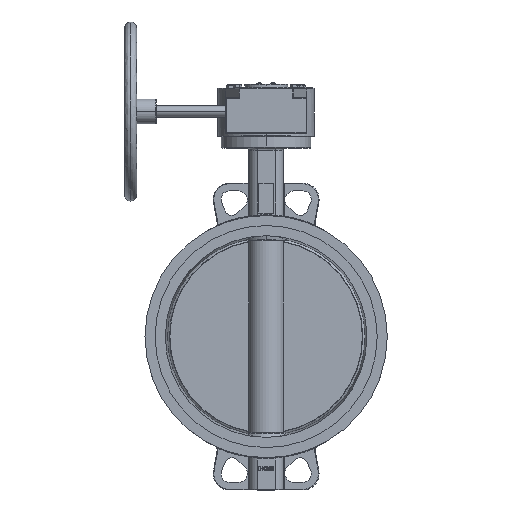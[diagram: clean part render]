
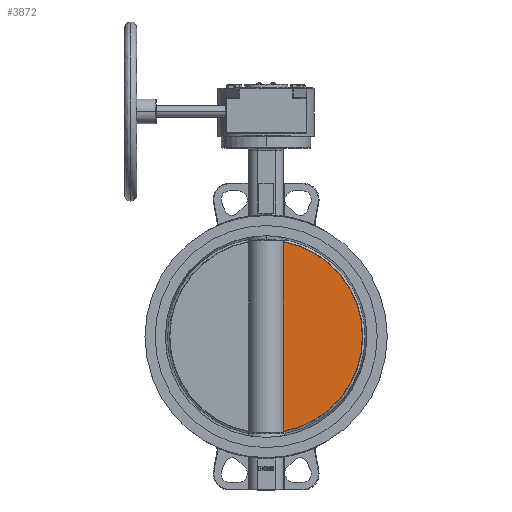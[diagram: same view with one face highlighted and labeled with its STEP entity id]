
A CAD part, top view. The second image highlights one B-rep face of the part: STEP entity #3872.
In plain terms, the highlighted planar face has unit normal (0, 0, 1).
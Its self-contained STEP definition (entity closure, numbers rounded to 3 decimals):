
#80 = EDGE_LOOP ( 'NONE', ( #11538, #17315 ) ) ;
#1701 = CIRCLE ( 'NONE', #9026, 161.365 ) ;
#3872 = ADVANCED_FACE ( 'NONE', ( #31296 ), #28542, .T. ) ;
#4047 = CARTESIAN_POINT ( 'NONE',  ( 0., 0., 8. ) ) ;
#9026 = AXIS2_PLACEMENT_3D ( 'NONE', #14086, #31247, #38207 ) ;
#11256 = DIRECTION ( 'NONE',  ( 0., 0., 1. ) ) ;
#11538 = ORIENTED_EDGE ( 'NONE', *, *, #28030, .F. ) ;
#13217 = VECTOR ( 'NONE', #39975, 1000. ) ;
#14086 = CARTESIAN_POINT ( 'NONE',  ( 0., 0., 8. ) ) ;
#16130 = EDGE_CURVE ( 'NONE', #32533, #41536, #20760, .T. ) ;
#16493 = CARTESIAN_POINT ( 'NONE',  ( 28.914, -158.754, 8. ) ) ;
#17315 = ORIENTED_EDGE ( 'NONE', *, *, #16130, .T. ) ;
#20760 = LINE ( 'NONE', #32898, #13217 ) ;
#24923 = DIRECTION ( 'NONE',  ( 0., 1., 0. ) ) ;
#26892 = AXIS2_PLACEMENT_3D ( 'NONE', #4047, #11256, #24923 ) ;
#28030 = EDGE_CURVE ( 'NONE', #32533, #41536, #1701, .T. ) ;
#28059 = CARTESIAN_POINT ( 'NONE',  ( 28.914, 158.754, 8. ) ) ;
#28542 = PLANE ( 'NONE',  #26892 ) ;
#31247 = DIRECTION ( 'NONE',  ( 0., 0., -1. ) ) ;
#31296 = FACE_OUTER_BOUND ( 'NONE', #80, .T. ) ;
#32533 = VERTEX_POINT ( 'NONE', #28059 ) ;
#32898 = CARTESIAN_POINT ( 'NONE',  ( 28.914, 178.05, 8. ) ) ;
#38207 = DIRECTION ( 'NONE',  ( 0., -1., 0. ) ) ;
#39975 = DIRECTION ( 'NONE',  ( 0., -1., 0. ) ) ;
#41536 = VERTEX_POINT ( 'NONE', #16493 ) ;
